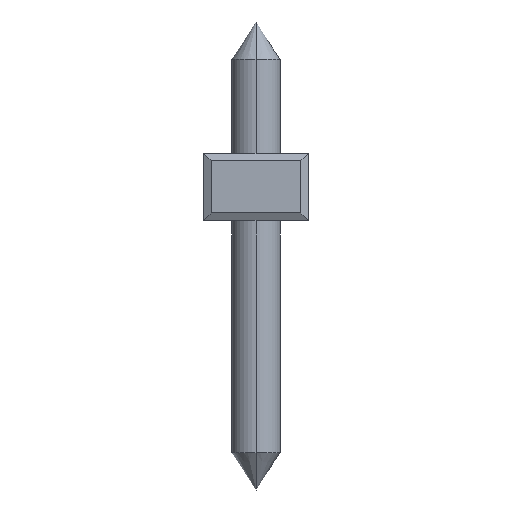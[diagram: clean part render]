
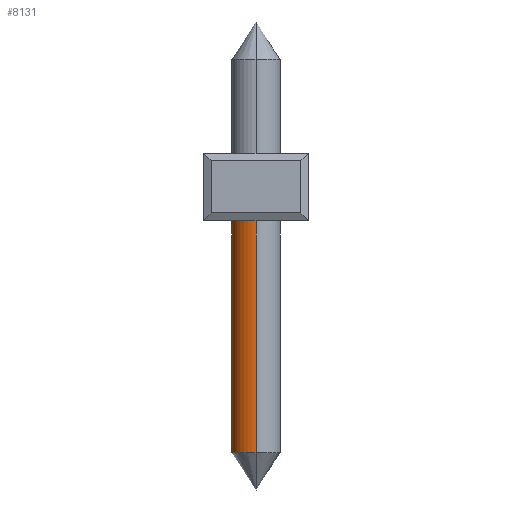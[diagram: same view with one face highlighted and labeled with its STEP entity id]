
A CAD part, front view. The second image highlights one B-rep face of the part: STEP entity #8131.
In plain terms, the highlighted cylindrical face has radius 0.65 mm (diameter 1.3 mm), a partial arc.
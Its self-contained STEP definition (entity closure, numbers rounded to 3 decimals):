
#2181=CARTESIAN_POINT('',(1.4,-72.5,0.2));
#2182=DIRECTION('',(0.,0.,1.));
#2183=DIRECTION('',(0.,1.,0.));
#2184=AXIS2_PLACEMENT_3D('',#2181,#2182,#2183);
#2191=CARTESIAN_POINT('',(1.4,-72.5,-6.2));
#2192=DIRECTION('',(0.,0.,1.));
#2193=DIRECTION('',(0.,1.,0.));
#2194=AXIS2_PLACEMENT_3D('',#2191,#2192,#2193);
#2196=DIRECTION('',(0.,0.,1.));
#2197=VECTOR('',#2196,6.4);
#2198=CARTESIAN_POINT('',(1.4,-71.85,-6.2));
#2199=LINE('',#2198,#2197);
#2205=DIRECTION('',(0.,0.,1.));
#2206=VECTOR('',#2205,6.4);
#2207=CARTESIAN_POINT('',(1.4,-73.15,-6.2));
#2208=LINE('',#2207,#2206);
#5714=CARTESIAN_POINT('',(1.4,-71.85,-6.2));
#5716=VERTEX_POINT('',#5714);
#5721=CARTESIAN_POINT('',(1.4,-73.15,-6.2));
#5722=VERTEX_POINT('',#5721);
#5725=CARTESIAN_POINT('',(1.4,-71.85,0.2));
#5726=CARTESIAN_POINT('',(1.4,-73.15,0.2));
#5727=VERTEX_POINT('',#5725);
#5728=VERTEX_POINT('',#5726);
#8117=CARTESIAN_POINT('',(1.4,-72.5,-7.825));
#8118=DIRECTION('',(0.,0.,1.));
#8119=DIRECTION('',(0.,1.,0.));
#8120=AXIS2_PLACEMENT_3D('',#8117,#8118,#8119);
#8121=CYLINDRICAL_SURFACE('',#8120,0.65);
#8122=ORIENTED_EDGE('',*,*,#8098,.T.);
#8124=ORIENTED_EDGE('',*,*,#8123,.F.);
#8126=ORIENTED_EDGE('',*,*,#8125,.F.);
#8128=ORIENTED_EDGE('',*,*,#8127,.T.);
#8129=EDGE_LOOP('',(#8122,#8124,#8126,#8128));
#8130=FACE_OUTER_BOUND('',#8129,.F.);
#8131=ADVANCED_FACE('',(#8130),#8121,.T.);
#2185=CIRCLE('',#2184,0.65);
#2195=CIRCLE('',#2194,0.65);
#8098=EDGE_CURVE('',#5727,#5728,#2185,.T.);
#8123=EDGE_CURVE('',#5722,#5728,#2208,.T.);
#8125=EDGE_CURVE('',#5716,#5722,#2195,.T.);
#8127=EDGE_CURVE('',#5716,#5727,#2199,.T.);
